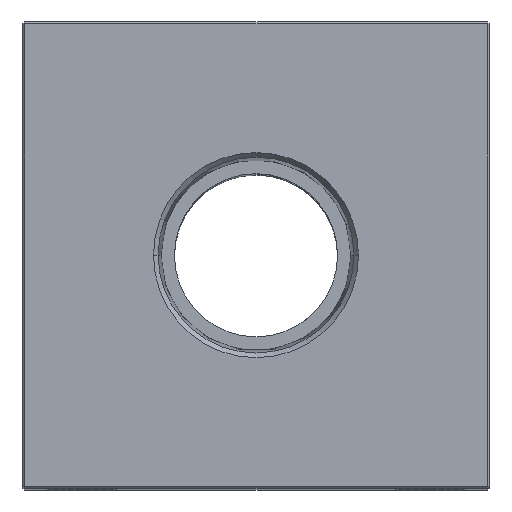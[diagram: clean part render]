
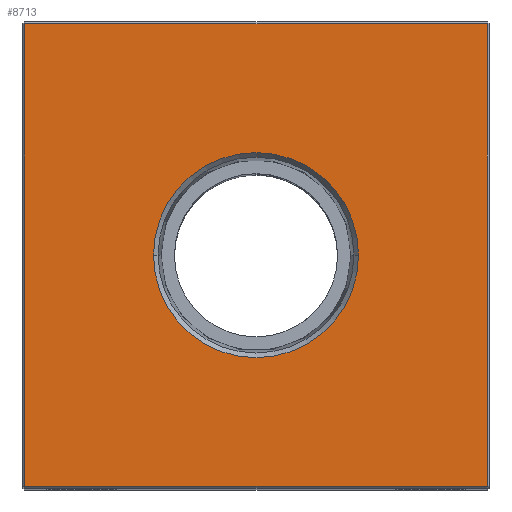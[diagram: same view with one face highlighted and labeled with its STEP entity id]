
A CAD part, top view. The second image highlights one B-rep face of the part: STEP entity #8713.
In plain terms, the highlighted planar face has unit normal (0, 0, 1).
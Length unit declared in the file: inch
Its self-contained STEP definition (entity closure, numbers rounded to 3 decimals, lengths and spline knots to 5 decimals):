
#6 = DIRECTION ( 'NONE',  ( 0., -1., 0. ) ) ;
#33 = VECTOR ( 'NONE', #8766, 39.37008 ) ;
#457 = EDGE_CURVE ( 'NONE', #13013, #29436, #5575, .T. ) ;
#519 = CARTESIAN_POINT ( 'NONE',  ( 0., 0., 5.5 ) ) ;
#670 = VECTOR ( 'NONE', #5736, 39.37008 ) ;
#1746 = DIRECTION ( 'NONE',  ( 1., 0., 0. ) ) ;
#1989 = ORIENTED_EDGE ( 'NONE', *, *, #22841, .T. ) ;
#2651 = VECTOR ( 'NONE', #6, 39.37008 ) ;
#3007 = DIRECTION ( 'NONE',  ( 1., 0., 0. ) ) ;
#3441 = LINE ( 'NONE', #5005, #2651 ) ;
#3643 = CARTESIAN_POINT ( 'NONE',  ( 0., 0., 5.5 ) ) ;
#4505 = VERTEX_POINT ( 'NONE', #24407 ) ;
#5005 = CARTESIAN_POINT ( 'NONE',  ( -1.24, 0., 5.5 ) ) ;
#5575 = LINE ( 'NONE', #28207, #31297 ) ;
#5736 = DIRECTION ( 'NONE',  ( 0., 1., 0. ) ) ;
#6134 = DIRECTION ( 'NONE',  ( -1., 0., 0. ) ) ;
#6186 = ORIENTED_EDGE ( 'NONE', *, *, #8150, .F. ) ;
#6746 = VERTEX_POINT ( 'NONE', #25805 ) ;
#6783 = AXIS2_PLACEMENT_3D ( 'NONE', #519, #18019, #3007 ) ;
#7320 = CARTESIAN_POINT ( 'NONE',  ( 0.5499, 0., 5.5 ) ) ;
#7581 = VERTEX_POINT ( 'NONE', #16298 ) ;
#8091 = LINE ( 'NONE', #18224, #670 ) ;
#8150 = EDGE_CURVE ( 'NONE', #21192, #7581, #18246, .T. ) ;
#8713 = ADVANCED_FACE ( 'NONE', ( #19725, #13082 ), #23539, .F. ) ;
#8766 = DIRECTION ( 'NONE',  ( -1., 0., 0. ) ) ;
#8853 = ORIENTED_EDGE ( 'NONE', *, *, #22847, .F. ) ;
#12927 = CARTESIAN_POINT ( 'NONE',  ( -1.24, -1.24, 5.5 ) ) ;
#13013 = VERTEX_POINT ( 'NONE', #12927 ) ;
#13082 = FACE_BOUND ( 'NONE', #27300, .T. ) ;
#13798 = CARTESIAN_POINT ( 'NONE',  ( 0., 0., 5.5 ) ) ;
#16298 = CARTESIAN_POINT ( 'NONE',  ( -0.5499, 0., 5.5 ) ) ;
#16303 = DIRECTION ( 'NONE',  ( 1., 0., 0. ) ) ;
#18019 = DIRECTION ( 'NONE',  ( 0., 0., 1. ) ) ;
#18224 = CARTESIAN_POINT ( 'NONE',  ( 1.24, 0., 5.5 ) ) ;
#18246 = CIRCLE ( 'NONE', #6783, 0.5499 ) ;
#19176 = LINE ( 'NONE', #23753, #33 ) ;
#19441 = EDGE_CURVE ( 'NONE', #6746, #13013, #3441, .T. ) ;
#19725 = FACE_OUTER_BOUND ( 'NONE', #22202, .T. ) ;
#20285 = EDGE_CURVE ( 'NONE', #29436, #4505, #8091, .T. ) ;
#20607 = AXIS2_PLACEMENT_3D ( 'NONE', #3643, #21127, #6134 ) ;
#21127 = DIRECTION ( 'NONE',  ( 0., 0., -1. ) ) ;
#21192 = VERTEX_POINT ( 'NONE', #7320 ) ;
#22202 = EDGE_LOOP ( 'NONE', ( #29756, #31123, #26234, #1989 ) ) ;
#22821 = CARTESIAN_POINT ( 'NONE',  ( 1.24, -1.24, 5.5 ) ) ;
#22841 = EDGE_CURVE ( 'NONE', #4505, #6746, #19176, .T. ) ;
#22847 = EDGE_CURVE ( 'NONE', #7581, #21192, #25819, .T. ) ;
#23539 = PLANE ( 'NONE',  #20607 ) ;
#23753 = CARTESIAN_POINT ( 'NONE',  ( 0., 1.24, 5.5 ) ) ;
#24407 = CARTESIAN_POINT ( 'NONE',  ( 1.24, 1.24, 5.5 ) ) ;
#25805 = CARTESIAN_POINT ( 'NONE',  ( -1.24, 1.24, 5.5 ) ) ;
#25819 = CIRCLE ( 'NONE', #31924, 0.5499 ) ;
#26234 = ORIENTED_EDGE ( 'NONE', *, *, #20285, .T. ) ;
#27300 = EDGE_LOOP ( 'NONE', ( #6186, #8853 ) ) ;
#28207 = CARTESIAN_POINT ( 'NONE',  ( 0., -1.24, 5.5 ) ) ;
#29436 = VERTEX_POINT ( 'NONE', #22821 ) ;
#29756 = ORIENTED_EDGE ( 'NONE', *, *, #19441, .T. ) ;
#31123 = ORIENTED_EDGE ( 'NONE', *, *, #457, .T. ) ;
#31178 = DIRECTION ( 'NONE',  ( 0., 0., 1. ) ) ;
#31297 = VECTOR ( 'NONE', #1746, 39.37008 ) ;
#31924 = AXIS2_PLACEMENT_3D ( 'NONE', #13798, #31178, #16303 ) ;
